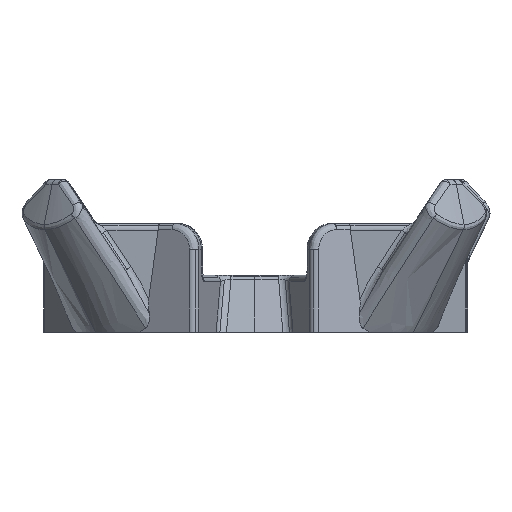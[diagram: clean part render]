
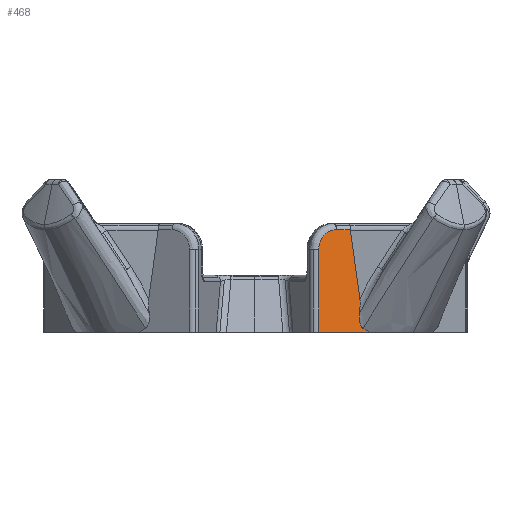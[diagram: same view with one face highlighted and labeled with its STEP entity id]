
A CAD part, front view. The second image highlights one B-rep face of the part: STEP entity #468.
In plain terms, the highlighted planar face has unit normal (0.527, -0.85, 0).
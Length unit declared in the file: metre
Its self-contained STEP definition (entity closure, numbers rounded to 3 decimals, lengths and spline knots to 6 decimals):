
#468=ADVANCED_FACE('0:782',(#1415),#1416,.F.);
#1415=FACE_OUTER_BOUND('',#15336,.T.);
#1416=PLANE('',#15337);
#15336=EDGE_LOOP('',(#28681,#28682,#28683,#28684,#28685,#28686,#28687,#28688,#28689));
#15337=AXIS2_PLACEMENT_3D('',#28690,#28691,#28692);
#28681=ORIENTED_EDGE('',*,*,#30547,.F.);
#28682=ORIENTED_EDGE('',*,*,#30539,.T.);
#28683=ORIENTED_EDGE('',*,*,#30541,.F.);
#28684=ORIENTED_EDGE('',*,*,#30543,.F.);
#28685=ORIENTED_EDGE('',*,*,#30549,.F.);
#28686=ORIENTED_EDGE('',*,*,#29533,.F.);
#28687=ORIENTED_EDGE('',*,*,#30386,.T.);
#28688=ORIENTED_EDGE('',*,*,#30554,.T.);
#28689=ORIENTED_EDGE('',*,*,#30545,.T.);
#28690=CARTESIAN_POINT('',(-0.025784,-0.085031,0.015105));
#28691=DIRECTION('',(-0.527,0.85,0.));
#28692=DIRECTION('',(-0.85,-0.527,0.));
#29533=EDGE_CURVE('0:3026',#30995,#30997,#30998,.T.);
#30386=EDGE_CURVE('0:2411',#30995,#32412,#32414,.F.);
#30539=EDGE_CURVE('0:2978',#32622,#32624,#32626,.T.);
#30541=EDGE_CURVE('0:2984',#32627,#32624,#32629,.T.);
#30543=EDGE_CURVE('0:2990',#32630,#32627,#32632,.T.);
#30545=EDGE_CURVE('0:2996',#32635,#32633,#32636,.F.);
#30547=EDGE_CURVE('0:3002',#32622,#32633,#32638,.T.);
#30549=EDGE_CURVE('0:3008',#30997,#32630,#32640,.T.);
#30554=EDGE_CURVE('0:3023',#32412,#32635,#32645,.T.);
#30995=VERTEX_POINT('',#33312);
#30997=VERTEX_POINT('',#33314);
#30998=LINE('',#33315,#33316);
#32412=VERTEX_POINT('',#36265);
#32414=LINE('',#36285,#36286);
#32622=VERTEX_POINT('',#37104);
#32624=VERTEX_POINT('',#37115);
#32626=LINE('',#37118,#37119);
#32627=VERTEX_POINT('',#37120);
#32629=ELLIPSE('',#37122,0.001116,0.0006);
#32630=VERTEX_POINT('',#37123);
#32632=LINE('',#37125,#37126);
#32633=VERTEX_POINT('',#37127);
#32635=VERTEX_POINT('',#37142);
#32636=B_SPLINE_CURVE_WITH_KNOTS('',3,(#37143,#37144,#37145,#37146,#37147,#37148,#37149,#37150,#37151,#37152,#37153,#37154),.UNSPECIFIED.,.F.,.F.,(4,2,2,2,2,4),(0.000809,0.000912,0.00196,0.002635,0.002972,0.003309),.UNSPECIFIED.);
#32638=B_SPLINE_CURVE_WITH_KNOTS('',3,(#37173,#37174,#37175,#37176,#37177,#37178,#37179,#37180),.UNSPECIFIED.,.F.,.F.,(4,2,2,4),(0.0,0.000498,0.001057,0.001165),.UNSPECIFIED.);
#32640=ELLIPSE('',#37182,0.002013,0.0019);
#32645=B_SPLINE_CURVE_WITH_KNOTS('',3,(#37196,#37197,#37198,#37199),.UNSPECIFIED.,.F.,.F.,(4,4),(0.08468,0.086074),.UNSPECIFIED.);
#33312=CARTESIAN_POINT('',(-0.025066,-0.084586,0.015105));
#33314=CARTESIAN_POINT('',(-0.025066,-0.084586,0.023111));
#33315=CARTESIAN_POINT('',(-0.025066,-0.084586,0.017173));
#33316=VECTOR('',#38397,1.0);
#36265=CARTESIAN_POINT('',(-0.020178,-0.081554,0.015105));
#36285=CARTESIAN_POINT('',(-0.021799,-0.08256,0.015105));
#36286=VECTOR('',#40029,1.);
#37104=CARTESIAN_POINT('',(-0.021075,-0.082111,0.018287));
#37115=CARTESIAN_POINT('',(-0.021998,-0.082683,0.024959));
#37118=CARTESIAN_POINT('',(-0.021225,-0.082204,0.01937));
#37119=VECTOR('',#40279,1.);
#37120=CARTESIAN_POINT('',(-0.022002,-0.082686,0.025011));
#37122=AXIS2_PLACEMENT_3D('',#40283,#40284,#40285);
#37123=CARTESIAN_POINT('',(-0.023355,-0.083525,0.025011));
#37125=CARTESIAN_POINT('',(-0.018233,-0.080348,0.025011));
#37126=VECTOR('',#40289,1.0);
#37127=CARTESIAN_POINT('',(-0.021139,-0.08215,0.016914));
#37142=CARTESIAN_POINT('',(-0.020791,-0.081935,0.015506));
#37143=CARTESIAN_POINT('',(-0.020984,-0.082054,0.017627));
#37144=CARTESIAN_POINT('',(-0.020995,-0.082061,0.017591));
#37145=CARTESIAN_POINT('',(-0.021006,-0.082068,0.017555));
#37146=CARTESIAN_POINT('',(-0.021124,-0.082141,0.017148));
#37147=CARTESIAN_POINT('',(-0.021173,-0.082172,0.016763));
#37148=CARTESIAN_POINT('',(-0.021145,-0.082154,0.016203));
#37149=CARTESIAN_POINT('',(-0.021107,-0.082131,0.016008));
#37150=CARTESIAN_POINT('',(-0.021013,-0.082072,0.015771));
#37151=CARTESIAN_POINT('',(-0.020976,-0.082049,0.015702));
#37152=CARTESIAN_POINT('',(-0.020891,-0.081997,0.015587));
#37153=CARTESIAN_POINT('',(-0.020843,-0.081967,0.01554));
#37154=CARTESIAN_POINT('',(-0.020791,-0.081935,0.015506));
#37173=CARTESIAN_POINT('',(-0.021075,-0.082111,0.018287));
#37174=CARTESIAN_POINT('',(-0.021052,-0.082097,0.018123));
#37175=CARTESIAN_POINT('',(-0.021053,-0.082097,0.017923));
#37176=CARTESIAN_POINT('',(-0.021074,-0.08211,0.017511));
#37177=CARTESIAN_POINT('',(-0.021098,-0.082125,0.017277));
#37178=CARTESIAN_POINT('',(-0.021128,-0.082144,0.017003));
#37179=CARTESIAN_POINT('',(-0.021134,-0.082147,0.016959));
#37180=CARTESIAN_POINT('',(-0.021139,-0.08215,0.016914));
#37182=AXIS2_PLACEMENT_3D('',#40293,#40294,#40295);
#37196=CARTESIAN_POINT('',(-0.020178,-0.081554,0.015105));
#37197=CARTESIAN_POINT('',(-0.020788,-0.081933,0.015499));
#37198=CARTESIAN_POINT('',(-0.021396,-0.08231,0.015905));
#37199=CARTESIAN_POINT('',(-0.021997,-0.082683,0.016323));
#38397=DIRECTION('',(0.,0.,1.0));
#40029=DIRECTION('',(-0.85,-0.527,0.));
#40279=DIRECTION('',(-0.137,-0.085,0.987));
#40283=CARTESIAN_POINT('',(-0.021053,-0.082097,0.025011));
#40284=DIRECTION('',(0.527,-0.85,0.));
#40285=DIRECTION('',(-0.85,-0.527,0.));
#40289=DIRECTION('',(0.85,0.527,0.));
#40293=CARTESIAN_POINT('',(-0.023355,-0.083525,0.023111));
#40294=DIRECTION('',(-0.527,0.85,0.));
#40295=DIRECTION('',(-0.85,-0.527,0.));
